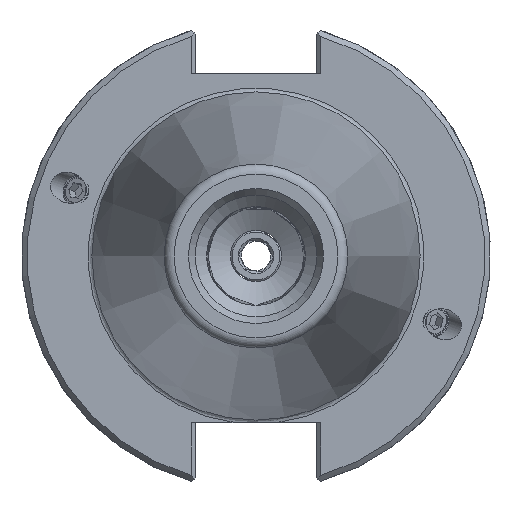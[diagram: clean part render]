
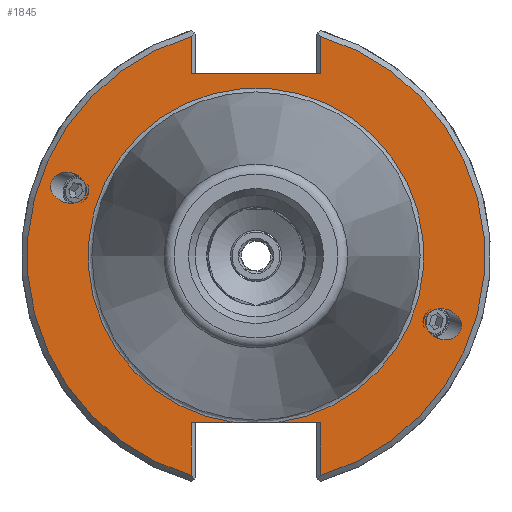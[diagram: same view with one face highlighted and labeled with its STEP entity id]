
A CAD part, left-side view. The second image highlights one B-rep face of the part: STEP entity #1845.
In plain terms, the highlighted planar face has unit normal (-1, 0, 0).
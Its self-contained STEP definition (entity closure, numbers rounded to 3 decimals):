
#552=CARTESIAN_POINT('',(3.175,-23.02,-8.379));
#553=VERTEX_POINT('',#552);
#554=CARTESIAN_POINT('',(3.175,-25.372,-9.235));
#555=DIRECTION('',(1.0,0.0,0.0));
#556=DIRECTION('',(0.0,-0.94,-0.342));
#557=AXIS2_PLACEMENT_3D('',#554,#555,#556);
#558=ELLIPSE('',#557,2.503,2.05);
#559=EDGE_CURVE('',#553,#553,#558,.T.);
#632=CARTESIAN_POINT('',(3.175,23.02,8.379));
#633=VERTEX_POINT('',#632);
#634=CARTESIAN_POINT('',(3.175,25.372,9.235));
#635=DIRECTION('',(1.0,0.0,0.0));
#636=DIRECTION('',(0.0,0.94,0.342));
#637=AXIS2_PLACEMENT_3D('',#634,#635,#636);
#638=ELLIPSE('',#637,2.503,2.05);
#639=EDGE_CURVE('',#633,#633,#638,.T.);
#1179=CARTESIAN_POINT('',(3.175,8.763,24.689));
#1180=VERTEX_POINT('',#1179);
#1187=CARTESIAN_POINT('',(3.175,-8.763,24.689));
#1188=VERTEX_POINT('',#1187);
#1189=CARTESIAN_POINT('',(3.175,8.763,24.689));
#1190=DIRECTION('',(0.0,-1.0,0.0));
#1191=VECTOR('',#1190,17.526);
#1192=LINE('',#1189,#1191);
#1193=EDGE_CURVE('',#1180,#1188,#1192,.T.);
#1715=CARTESIAN_POINT('',(3.175,-2.838,-22.555));
#1716=VERTEX_POINT('',#1715);
#1717=CARTESIAN_POINT('',(3.175,2.838,-22.555));
#1718=VERTEX_POINT('',#1717);
#1747=CARTESIAN_POINT('',(3.175,0.0,0.0));
#1748=DIRECTION('',(-1.0,0.0,0.0));
#1749=DIRECTION('',(0.0,-1.0,0.0));
#1750=AXIS2_PLACEMENT_3D('',#1747,#1748,#1749);
#1751=CIRCLE('',#1750,22.733);
#1752=EDGE_CURVE('',#1716,#1718,#1751,.T.);
#1768=CARTESIAN_POINT('',(3.175,26.987,0.0));
#1769=DIRECTION('',(-1.0,0.0,0.0));
#1770=DIRECTION('',(0.0,0.0,1.0));
#1771=AXIS2_PLACEMENT_3D('',#1768,#1769,#1770);
#1772=PLANE('',#1771);
#1773=ORIENTED_EDGE('',*,*,#1752,.F.);
#1774=CARTESIAN_POINT('',(3.175,-8.763,-22.555));
#1775=VERTEX_POINT('',#1774);
#1776=CARTESIAN_POINT('',(3.175,-8.763,-22.555));
#1777=DIRECTION('',(0.0,1.0,0.0));
#1778=VECTOR('',#1777,5.925);
#1779=LINE('',#1776,#1778);
#1780=EDGE_CURVE('',#1775,#1716,#1779,.T.);
#1781=ORIENTED_EDGE('',*,*,#1780,.F.);
#1782=CARTESIAN_POINT('',(3.175,-8.763,-29.723));
#1783=VERTEX_POINT('',#1782);
#1784=CARTESIAN_POINT('',(3.175,-8.763,-29.723));
#1785=DIRECTION('',(0.0,0.0,1.0));
#1786=VECTOR('',#1785,7.168);
#1787=LINE('',#1784,#1786);
#1788=EDGE_CURVE('',#1783,#1775,#1787,.T.);
#1789=ORIENTED_EDGE('',*,*,#1788,.F.);
#1790=CARTESIAN_POINT('',(3.175,-8.763,29.723));
#1791=VERTEX_POINT('',#1790);
#1792=CARTESIAN_POINT('',(3.175,0.0,0.0));
#1793=DIRECTION('',(1.0,0.0,0.0));
#1794=DIRECTION('',(0.0,-1.0,0.0));
#1795=AXIS2_PLACEMENT_3D('',#1792,#1793,#1794);
#1796=CIRCLE('',#1795,30.988);
#1797=EDGE_CURVE('',#1791,#1783,#1796,.T.);
#1798=ORIENTED_EDGE('',*,*,#1797,.F.);
#1799=CARTESIAN_POINT('',(3.175,-8.763,24.689));
#1800=DIRECTION('',(0.0,0.0,1.0));
#1801=VECTOR('',#1800,5.034);
#1802=LINE('',#1799,#1801);
#1803=EDGE_CURVE('',#1188,#1791,#1802,.T.);
#1804=ORIENTED_EDGE('',*,*,#1803,.F.);
#1805=ORIENTED_EDGE('',*,*,#1193,.F.);
#1806=CARTESIAN_POINT('',(3.175,8.763,29.723));
#1807=VERTEX_POINT('',#1806);
#1808=CARTESIAN_POINT('',(3.175,8.763,29.723));
#1809=DIRECTION('',(0.0,0.0,-1.0));
#1810=VECTOR('',#1809,5.034);
#1811=LINE('',#1808,#1810);
#1812=EDGE_CURVE('',#1807,#1180,#1811,.T.);
#1813=ORIENTED_EDGE('',*,*,#1812,.F.);
#1814=CARTESIAN_POINT('',(3.175,8.763,-29.723));
#1815=VERTEX_POINT('',#1814);
#1816=CARTESIAN_POINT('',(3.175,0.0,0.0));
#1817=DIRECTION('',(1.0,0.0,0.0));
#1818=DIRECTION('',(0.0,1.0,0.0));
#1819=AXIS2_PLACEMENT_3D('',#1816,#1817,#1818);
#1820=CIRCLE('',#1819,30.988);
#1821=EDGE_CURVE('',#1815,#1807,#1820,.T.);
#1822=ORIENTED_EDGE('',*,*,#1821,.F.);
#1823=CARTESIAN_POINT('',(3.175,8.763,-22.555));
#1824=VERTEX_POINT('',#1823);
#1825=CARTESIAN_POINT('',(3.175,8.763,-22.555));
#1826=DIRECTION('',(0.0,0.0,-1.0));
#1827=VECTOR('',#1826,7.168);
#1828=LINE('',#1825,#1827);
#1829=EDGE_CURVE('',#1824,#1815,#1828,.T.);
#1830=ORIENTED_EDGE('',*,*,#1829,.F.);
#1831=CARTESIAN_POINT('',(3.175,2.838,-22.555));
#1832=DIRECTION('',(0.0,1.0,0.0));
#1833=VECTOR('',#1832,5.925);
#1834=LINE('',#1831,#1833);
#1835=EDGE_CURVE('',#1718,#1824,#1834,.T.);
#1836=ORIENTED_EDGE('',*,*,#1835,.F.);
#1837=EDGE_LOOP('',(#1773,#1781,#1789,#1798,#1804,#1805,#1813,#1822,#1830,#1836));
#1838=FACE_OUTER_BOUND('',#1837,.T.);
#1839=ORIENTED_EDGE('',*,*,#559,.T.);
#1840=EDGE_LOOP('',(#1839));
#1841=FACE_BOUND('',#1840,.T.);
#1842=ORIENTED_EDGE('',*,*,#639,.T.);
#1843=EDGE_LOOP('',(#1842));
#1844=FACE_BOUND('',#1843,.T.);
#1845=ADVANCED_FACE('',(#1838,#1841,#1844),#1772,.T.);
